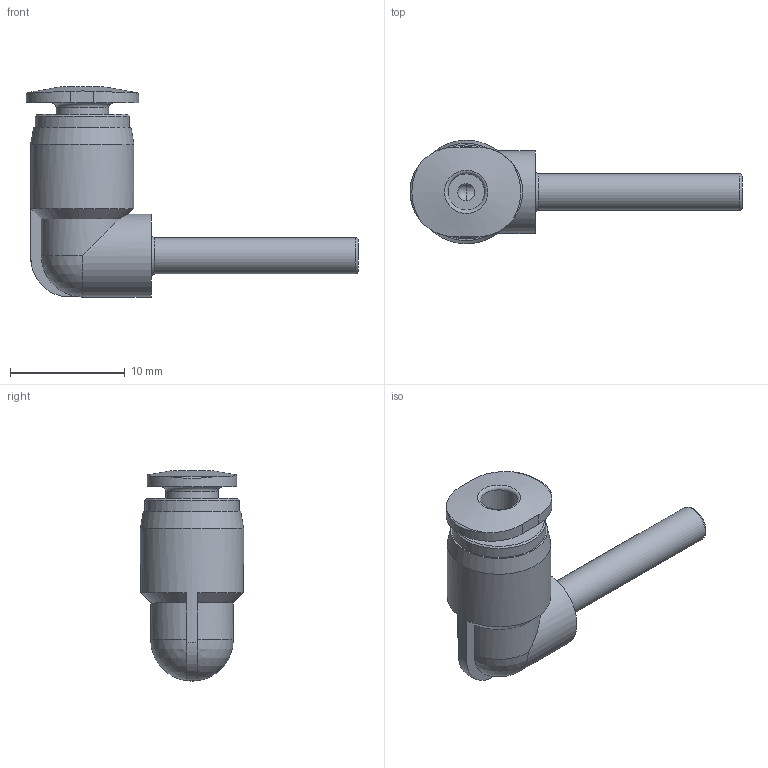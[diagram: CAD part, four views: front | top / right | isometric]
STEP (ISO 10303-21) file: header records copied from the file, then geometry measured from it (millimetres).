
FILE_DESCRIPTION(/* description */ ('STEP AP214'),/* implementation_level */ '2;1');
FILE_NAME(/* name */ '190620_QSML-1_8H-U',/* time_stamp */ '2024-09-14T12:33:41+02:00',/* author */ ('License CC BY-ND 4.0'),/* organization */ ('CADENAS'),/* preprocessor_version */ 'ST-DEVELOPER v19.3',/* originating_system */ 'PARTsolutions',/* authorisation */ ' ');
FILE_SCHEMA (('AUTOMOTIVE_DESIGN {1 0 10303 214 3 1 1}'));
Length unit declared in the file: millimetre
Products named in the file (1): 190620 QSML-1/8H-U
Bounding box: 28.9 x 9 x 18.3 mm (x, y, z)
Volume: 1012.6 mm3; surface area: 1114 mm2
Topology: 1 solids, 1 shells, 37 faces, 89 edges, 56 vertices
Faces by surface type: cylinder 12, plane 11, torus 7, cone 5, sphere 2
Full cylindrical faces by diameter (mm): 1.5 x2, 3.175 x2, 4.575 x1, 7.2 x1, 8.2 x1, 9 x1
Entity records: 1260 total; most frequent: CARTESIAN_POINT 209, DIRECTION 166, ORIENTED_EDGE 132, AXIS2_PLACEMENT_3D 77, EDGE_CURVE 66, EDGE_LOOP 59, FACE_BOUND 59, VERTEX_POINT 51
